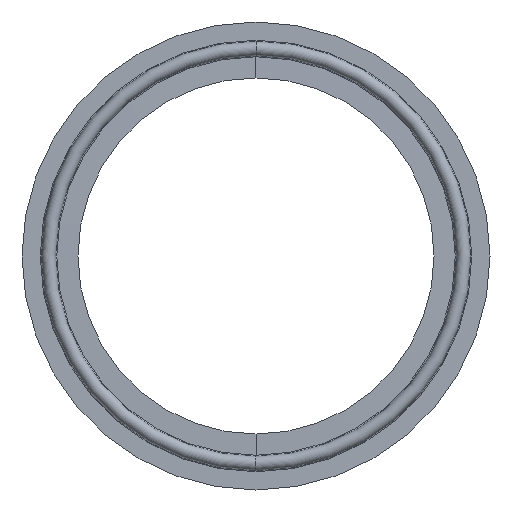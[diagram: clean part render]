
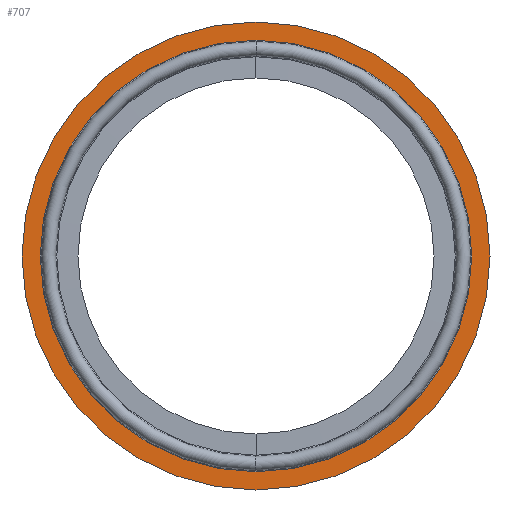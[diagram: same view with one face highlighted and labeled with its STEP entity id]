
A CAD part, left-side view. The second image highlights one B-rep face of the part: STEP entity #707.
In plain terms, the highlighted planar face has unit normal (-1, 0, 0).
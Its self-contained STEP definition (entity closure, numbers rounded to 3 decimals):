
#7 = VERTEX_POINT ( 'NONE', #273 ) ;
#26 = AXIS2_PLACEMENT_3D ( 'NONE', #493, #137, #497 ) ;
#27 = CIRCLE ( 'NONE', #342, 39.75 ) ;
#52 = AXIS2_PLACEMENT_3D ( 'NONE', #353, #784, #858 ) ;
#74 = AXIS2_PLACEMENT_3D ( 'NONE', #118, #763, #689 ) ;
#83 = PLANE ( 'NONE',  #52 ) ;
#118 = CARTESIAN_POINT ( 'NONE',  ( -0.9, 0., 0. ) ) ;
#128 = ORIENTED_EDGE ( 'NONE', *, *, #268, .T. ) ;
#137 = DIRECTION ( 'NONE',  ( -1., 0., 0. ) ) ;
#148 = CARTESIAN_POINT ( 'NONE',  ( -0.9, 0., -39.75 ) ) ;
#177 = CIRCLE ( 'NONE', #301, 36.65 ) ;
#183 = DIRECTION ( 'NONE',  ( 0., 0., -1. ) ) ;
#240 = EDGE_CURVE ( 'NONE', #672, #356, #27, .T. ) ;
#255 = DIRECTION ( 'NONE',  ( 1., 0., 0. ) ) ;
#268 = EDGE_CURVE ( 'NONE', #827, #7, #571, .T. ) ;
#273 = CARTESIAN_POINT ( 'NONE',  ( -0.9, 0., -36.65 ) ) ;
#285 = EDGE_CURVE ( 'NONE', #7, #827, #177, .T. ) ;
#301 = AXIS2_PLACEMENT_3D ( 'NONE', #618, #255, #183 ) ;
#342 = AXIS2_PLACEMENT_3D ( 'NONE', #663, #532, #728 ) ;
#353 = CARTESIAN_POINT ( 'NONE',  ( -0.9, 36.45, 0. ) ) ;
#356 = VERTEX_POINT ( 'NONE', #794 ) ;
#485 = ORIENTED_EDGE ( 'NONE', *, *, #240, .T. ) ;
#493 = CARTESIAN_POINT ( 'NONE',  ( -0.9, 0., 0. ) ) ;
#497 = DIRECTION ( 'NONE',  ( 0., 0., 1. ) ) ;
#500 = FACE_BOUND ( 'NONE', #753, .T. ) ;
#532 = DIRECTION ( 'NONE',  ( -1., 0., 0. ) ) ;
#534 = ORIENTED_EDGE ( 'NONE', *, *, #285, .T. ) ;
#567 = CIRCLE ( 'NONE', #26, 39.75 ) ;
#571 = CIRCLE ( 'NONE', #74, 36.65 ) ;
#572 = FACE_OUTER_BOUND ( 'NONE', #844, .T. ) ;
#614 = EDGE_CURVE ( 'NONE', #356, #672, #567, .T. ) ;
#618 = CARTESIAN_POINT ( 'NONE',  ( -0.9, 0., 0. ) ) ;
#619 = ORIENTED_EDGE ( 'NONE', *, *, #614, .T. ) ;
#663 = CARTESIAN_POINT ( 'NONE',  ( -0.9, 0., 0. ) ) ;
#672 = VERTEX_POINT ( 'NONE', #148 ) ;
#689 = DIRECTION ( 'NONE',  ( 0., 0., -1. ) ) ;
#707 = ADVANCED_FACE ( 'NONE', ( #500, #572 ), #83, .F. ) ;
#728 = DIRECTION ( 'NONE',  ( 0., 0., 1. ) ) ;
#753 = EDGE_LOOP ( 'NONE', ( #534, #128 ) ) ;
#763 = DIRECTION ( 'NONE',  ( 1., 0., 0. ) ) ;
#784 = DIRECTION ( 'NONE',  ( 1., 0., 0. ) ) ;
#787 = CARTESIAN_POINT ( 'NONE',  ( -0.9, 0., 36.65 ) ) ;
#794 = CARTESIAN_POINT ( 'NONE',  ( -0.9, 0., 39.75 ) ) ;
#827 = VERTEX_POINT ( 'NONE', #787 ) ;
#844 = EDGE_LOOP ( 'NONE', ( #619, #485 ) ) ;
#858 = DIRECTION ( 'NONE',  ( 0., 0., -1. ) ) ;
